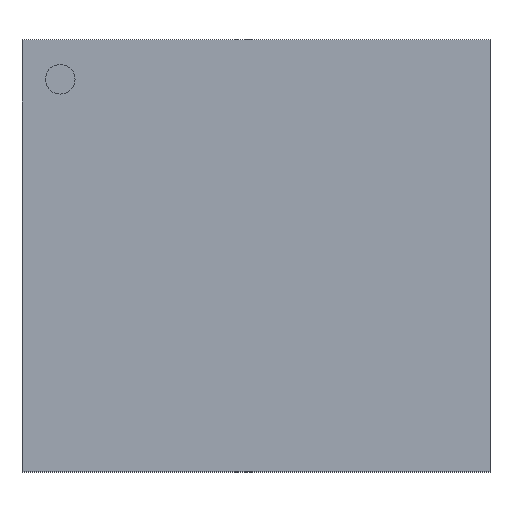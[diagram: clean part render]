
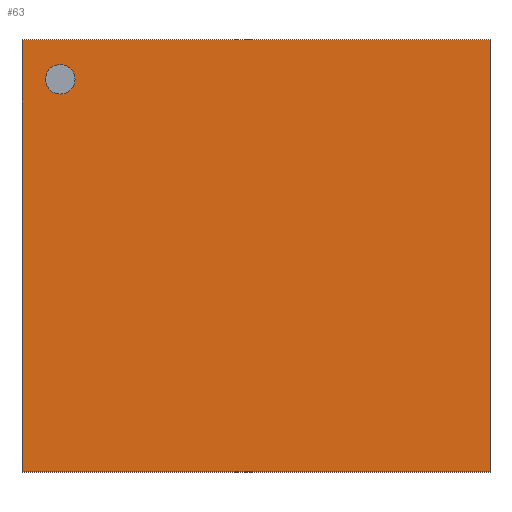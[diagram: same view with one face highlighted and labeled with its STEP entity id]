
A CAD part, top view. The second image highlights one B-rep face of the part: STEP entity #63.
In plain terms, the highlighted planar face has unit normal (0, 0, 1).
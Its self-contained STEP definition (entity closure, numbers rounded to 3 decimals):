
#2 = VERTEX_POINT ( 'NONE', #174 ) ;
#6 = ORIENTED_EDGE ( 'NONE', *, *, #309, .T. ) ;
#12 = PLANE ( 'NONE',  #219 ) ;
#21 = EDGE_CURVE ( 'NONE', #236, #150, #86, .T. ) ;
#30 = ORIENTED_EDGE ( 'NONE', *, *, #132, .T. ) ;
#35 = VERTEX_POINT ( 'NONE', #218 ) ;
#63 = ADVANCED_FACE ( 'NONE', ( #65, #124 ), #12, .F. ) ;
#65 = FACE_BOUND ( 'NONE', #140, .T. ) ;
#67 = LINE ( 'NONE', #102, #282 ) ;
#68 = EDGE_LOOP ( 'NONE', ( #6, #114, #196, #30 ) ) ;
#76 = CARTESIAN_POINT ( 'NONE',  ( -1.625, -1.5, 1.14 ) ) ;
#80 = ORIENTED_EDGE ( 'NONE', *, *, #21, .F. ) ;
#86 = CIRCLE ( 'NONE', #266, 0.103 ) ;
#96 = DIRECTION ( 'NONE',  ( 1., 0., 0. ) ) ;
#101 = DIRECTION ( 'NONE',  ( 0., -1., 0. ) ) ;
#102 = CARTESIAN_POINT ( 'NONE',  ( -1.625, -1.5, 1.14 ) ) ;
#104 = LINE ( 'NONE', #268, #246 ) ;
#109 = CARTESIAN_POINT ( 'NONE',  ( 1.625, -1.5, 1.14 ) ) ;
#111 = VERTEX_POINT ( 'NONE', #188 ) ;
#114 = ORIENTED_EDGE ( 'NONE', *, *, #180, .T. ) ;
#121 = DIRECTION ( 'NONE',  ( 0., 0., -1. ) ) ;
#124 = FACE_OUTER_BOUND ( 'NONE', #68, .T. ) ;
#132 = EDGE_CURVE ( 'NONE', #145, #111, #67, .T. ) ;
#135 = DIRECTION ( 'NONE',  ( 1., 0., 0. ) ) ;
#138 = LINE ( 'NONE', #324, #207 ) ;
#140 = EDGE_LOOP ( 'NONE', ( #80, #215 ) ) ;
#145 = VERTEX_POINT ( 'NONE', #76 ) ;
#148 = EDGE_CURVE ( 'NONE', #150, #236, #313, .T. ) ;
#150 = VERTEX_POINT ( 'NONE', #225 ) ;
#174 = CARTESIAN_POINT ( 'NONE',  ( 1.625, 1.5, 1.14 ) ) ;
#180 = EDGE_CURVE ( 'NONE', #2, #35, #138, .T. ) ;
#188 = CARTESIAN_POINT ( 'NONE',  ( 1.625, -1.5, 1.14 ) ) ;
#196 = ORIENTED_EDGE ( 'NONE', *, *, #230, .T. ) ;
#201 = VECTOR ( 'NONE', #250, 1000. ) ;
#202 = CARTESIAN_POINT ( 'NONE',  ( 0., 0., 1.14 ) ) ;
#205 = DIRECTION ( 'NONE',  ( 1., 0., 0. ) ) ;
#207 = VECTOR ( 'NONE', #275, 1000. ) ;
#215 = ORIENTED_EDGE ( 'NONE', *, *, #148, .F. ) ;
#218 = CARTESIAN_POINT ( 'NONE',  ( -1.625, 1.5, 1.14 ) ) ;
#219 = AXIS2_PLACEMENT_3D ( 'NONE', #202, #121, #292 ) ;
#225 = CARTESIAN_POINT ( 'NONE',  ( -1.462, 1.226, 1.14 ) ) ;
#230 = EDGE_CURVE ( 'NONE', #35, #145, #104, .T. ) ;
#231 = CARTESIAN_POINT ( 'NONE',  ( -1.359, 1.226, 1.14 ) ) ;
#236 = VERTEX_POINT ( 'NONE', #251 ) ;
#238 = LINE ( 'NONE', #109, #201 ) ;
#246 = VECTOR ( 'NONE', #101, 1000. ) ;
#250 = DIRECTION ( 'NONE',  ( 0., 1., 0. ) ) ;
#251 = CARTESIAN_POINT ( 'NONE',  ( -1.256, 1.226, 1.14 ) ) ;
#266 = AXIS2_PLACEMENT_3D ( 'NONE', #287, #289, #96 ) ;
#268 = CARTESIAN_POINT ( 'NONE',  ( -1.625, -1.5, 1.14 ) ) ;
#275 = DIRECTION ( 'NONE',  ( -1., 0., 0. ) ) ;
#278 = DIRECTION ( 'NONE',  ( 0., 0., 1. ) ) ;
#282 = VECTOR ( 'NONE', #205, 1000. ) ;
#287 = CARTESIAN_POINT ( 'NONE',  ( -1.359, 1.226, 1.14 ) ) ;
#289 = DIRECTION ( 'NONE',  ( 0., 0., 1. ) ) ;
#292 = DIRECTION ( 'NONE',  ( -1., 0., 0. ) ) ;
#300 = AXIS2_PLACEMENT_3D ( 'NONE', #231, #278, #135 ) ;
#309 = EDGE_CURVE ( 'NONE', #111, #2, #238, .T. ) ;
#313 = CIRCLE ( 'NONE', #300, 0.103 ) ;
#324 = CARTESIAN_POINT ( 'NONE',  ( -1.625, 1.5, 1.14 ) ) ;
